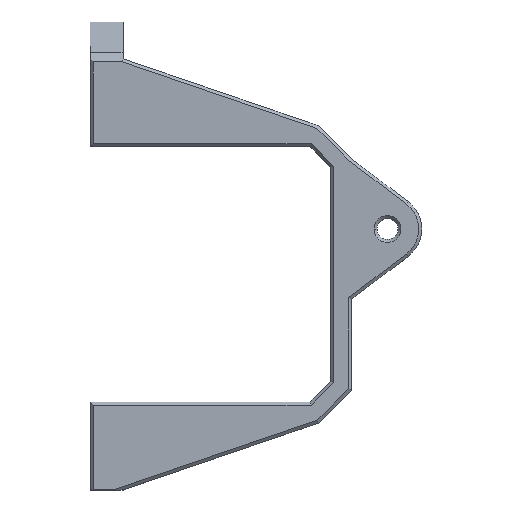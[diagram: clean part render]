
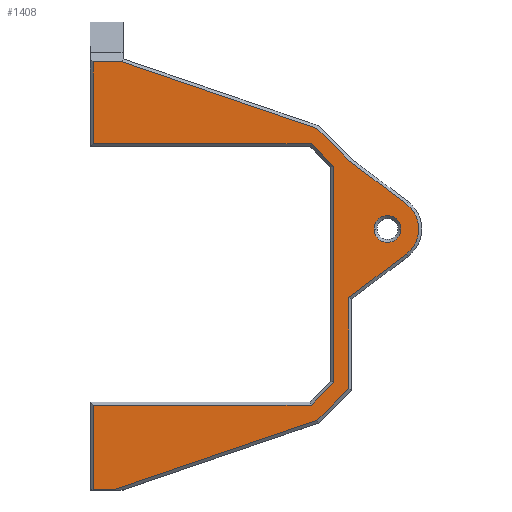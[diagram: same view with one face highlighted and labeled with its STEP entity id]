
A CAD part, top view. The second image highlights one B-rep face of the part: STEP entity #1408.
In plain terms, the highlighted planar face has unit normal (0, 0, 1).
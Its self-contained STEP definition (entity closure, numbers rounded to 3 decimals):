
#5 = CARTESIAN_POINT ( 'NONE',  ( 12.668, 3.413, 7.5 ) ) ;
#9 = EDGE_LOOP ( 'NONE', ( #3129, #474 ) ) ;
#10 = CARTESIAN_POINT ( 'NONE',  ( 3.171, 18.972, 7.5 ) ) ;
#24 = EDGE_CURVE ( 'NONE', #3703, #3578, #305, .T. ) ;
#123 = ORIENTED_EDGE ( 'NONE', *, *, #2482, .T. ) ;
#124 = DIRECTION ( 'NONE',  ( 1., 0., 0. ) ) ;
#130 = VERTEX_POINT ( 'NONE', #1725 ) ;
#160 = AXIS2_PLACEMENT_3D ( 'NONE', #3788, #2889, #1904 ) ;
#217 = EDGE_CURVE ( 'NONE', #353, #1526, #346, .T. ) ;
#242 = VECTOR ( 'NONE', #1246, 1000. ) ;
#288 = AXIS2_PLACEMENT_3D ( 'NONE', #899, #3157, #2826 ) ;
#305 = LINE ( 'NONE', #383, #2330 ) ;
#326 = VECTOR ( 'NONE', #1198, 1000. ) ;
#330 = DIRECTION ( 'NONE',  ( -1., 0., 0. ) ) ;
#346 = LINE ( 'NONE', #3010, #1383 ) ;
#353 = VERTEX_POINT ( 'NONE', #982 ) ;
#383 = CARTESIAN_POINT ( 'NONE',  ( 2.969, -3.924, 7.5 ) ) ;
#399 = VECTOR ( 'NONE', #3487, 1000. ) ;
#459 = VECTOR ( 'NONE', #492, 1000. ) ;
#474 = ORIENTED_EDGE ( 'NONE', *, *, #3854, .T. ) ;
#492 = DIRECTION ( 'NONE',  ( 1., 0., 0. ) ) ;
#568 = VERTEX_POINT ( 'NONE', #1640 ) ;
#572 = CARTESIAN_POINT ( 'NONE',  ( -39.8, 21.9, 7.5 ) ) ;
#575 = CIRCLE ( 'NONE', #288, 5.25 ) ;
#584 = EDGE_CURVE ( 'NONE', #2564, #3243, #3706, .T. ) ;
#597 = EDGE_CURVE ( 'NONE', #1524, #3676, #1283, .T. ) ;
#711 = CARTESIAN_POINT ( 'NONE',  ( -36.345, -36.1, 7.5 ) ) ;
#740 = CARTESIAN_POINT ( 'NONE',  ( 7.25, 7.6, 7.5 ) ) ;
#747 = VERTEX_POINT ( 'NONE', #2423 ) ;
#766 = DIRECTION ( 'NONE',  ( -1., 0., 0. ) ) ;
#768 = DIRECTION ( 'NONE',  ( -0.707, -0.707, 0. ) ) ;
#778 = CIRCLE ( 'NONE', #2040, 2.25 ) ;
#814 = ORIENTED_EDGE ( 'NONE', *, *, #1287, .T. ) ;
#847 = VECTOR ( 'NONE', #3815, 1000. ) ;
#856 = VERTEX_POINT ( 'NONE', #3088 ) ;
#876 = DIRECTION ( 'NONE',  ( 0., 0., -1. ) ) ;
#899 = CARTESIAN_POINT ( 'NONE',  ( 9.5, 7.6, 7.5 ) ) ;
#916 = VECTOR ( 'NONE', #3832, 1000. ) ;
#918 = DIRECTION ( 'NONE',  ( 0., -1., 0. ) ) ;
#976 = LINE ( 'NONE', #3444, #242 ) ;
#982 = CARTESIAN_POINT ( 'NONE',  ( -39.8, -21.9, 7.5 ) ) ;
#1006 = EDGE_CURVE ( 'NONE', #3759, #2564, #2425, .T. ) ;
#1028 = EDGE_LOOP ( 'NONE', ( #2038, #3764, #2380, #814, #2129, #3876, #123, #2992, #3603, #2496, #3520, #1400, #3521, #4041, #2988, #2280, #1683 ) ) ;
#1034 = VECTOR ( 'NONE', #1405, 1000. ) ;
#1051 = EDGE_CURVE ( 'NONE', #747, #568, #3658, .T. ) ;
#1146 = DIRECTION ( 'NONE',  ( 1., 0., 0. ) ) ;
#1198 = DIRECTION ( 'NONE',  ( -0.707, 0.707, 0. ) ) ;
#1246 = DIRECTION ( 'NONE',  ( 0.946, 0.324, 0. ) ) ;
#1275 = CARTESIAN_POINT ( 'NONE',  ( 0.5, -17.9, 7.5 ) ) ;
#1283 = LINE ( 'NONE', #3893, #459 ) ;
#1287 = EDGE_CURVE ( 'NONE', #856, #3703, #3269, .T. ) ;
#1326 = CARTESIAN_POINT ( 'NONE',  ( 3.146, -18.996, 7.5 ) ) ;
#1330 = DIRECTION ( 'NONE',  ( 0.797, 0.603, 0. ) ) ;
#1344 = CARTESIAN_POINT ( 'NONE',  ( -40.3, -36.1, 7.5 ) ) ;
#1351 = VERTEX_POINT ( 'NONE', #3779 ) ;
#1383 = VECTOR ( 'NONE', #3661, 1000. ) ;
#1400 = ORIENTED_EDGE ( 'NONE', *, *, #597, .T. ) ;
#1405 = DIRECTION ( 'NONE',  ( 0., 1., 0. ) ) ;
#1408 = ADVANCED_FACE ( 'NONE', ( #1516, #2726 ), #2848, .T. ) ;
#1420 = CARTESIAN_POINT ( 'NONE',  ( -2.322, 24.464, 7.5 ) ) ;
#1472 = VECTOR ( 'NONE', #3419, 1000. ) ;
#1516 = FACE_BOUND ( 'NONE', #9, .T. ) ;
#1524 = VERTEX_POINT ( 'NONE', #572 ) ;
#1526 = VERTEX_POINT ( 'NONE', #2770 ) ;
#1542 = VERTEX_POINT ( 'NONE', #2787 ) ;
#1604 = EDGE_CURVE ( 'NONE', #3676, #747, #1918, .T. ) ;
#1627 = CARTESIAN_POINT ( 'NONE',  ( 12.668, 11.787, 7.5 ) ) ;
#1640 = CARTESIAN_POINT ( 'NONE',  ( 0.5, -18.107, 7.5 ) ) ;
#1644 = VECTOR ( 'NONE', #330, 1000. ) ;
#1683 = ORIENTED_EDGE ( 'NONE', *, *, #217, .T. ) ;
#1687 = CARTESIAN_POINT ( 'NONE',  ( 0., 35.6, 7.5 ) ) ;
#1697 = LINE ( 'NONE', #3437, #1644 ) ;
#1704 = CARTESIAN_POINT ( 'NONE',  ( 10.283, 13.591, 7.5 ) ) ;
#1725 = CARTESIAN_POINT ( 'NONE',  ( -2.322, -24.464, 7.5 ) ) ;
#1756 = CARTESIAN_POINT ( 'NONE',  ( -39.8, 35.6, 7.5 ) ) ;
#1904 = DIRECTION ( 'NONE',  ( 1., 0., 0. ) ) ;
#1918 = LINE ( 'NONE', #3122, #1472 ) ;
#2035 = VERTEX_POINT ( 'NONE', #10 ) ;
#2038 = ORIENTED_EDGE ( 'NONE', *, *, #3647, .T. ) ;
#2040 = AXIS2_PLACEMENT_3D ( 'NONE', #2110, #876, #1146 ) ;
#2078 = CARTESIAN_POINT ( 'NONE',  ( -2.404, 24.546, 7.5 ) ) ;
#2082 = CARTESIAN_POINT ( 'NONE',  ( 3., -4.15, 7.5 ) ) ;
#2097 = LINE ( 'NONE', #1344, #3587 ) ;
#2110 = CARTESIAN_POINT ( 'NONE',  ( 9.5, 7.6, 7.5 ) ) ;
#2129 = ORIENTED_EDGE ( 'NONE', *, *, #24, .T. ) ;
#2144 = LINE ( 'NONE', #2268, #4052 ) ;
#2145 = EDGE_CURVE ( 'NONE', #2647, #130, #976, .T. ) ;
#2225 = CARTESIAN_POINT ( 'NONE',  ( -34.883, 35.6, 7.5 ) ) ;
#2268 = CARTESIAN_POINT ( 'NONE',  ( -3.146, -21.754, 7.5 ) ) ;
#2280 = ORIENTED_EDGE ( 'NONE', *, *, #4068, .T. ) ;
#2330 = VECTOR ( 'NONE', #1330, 1000. ) ;
#2380 = ORIENTED_EDGE ( 'NONE', *, *, #3593, .T. ) ;
#2381 = CARTESIAN_POINT ( 'NONE',  ( 3., -3.901, 7.5 ) ) ;
#2423 = CARTESIAN_POINT ( 'NONE',  ( 0.5, 18.107, 7.5 ) ) ;
#2425 = LINE ( 'NONE', #2868, #399 ) ;
#2482 = EDGE_CURVE ( 'NONE', #2655, #2035, #2511, .T. ) ;
#2496 = ORIENTED_EDGE ( 'NONE', *, *, #584, .T. ) ;
#2511 = LINE ( 'NONE', #1704, #4064 ) ;
#2564 = VERTEX_POINT ( 'NONE', #2225 ) ;
#2647 = VERTEX_POINT ( 'NONE', #711 ) ;
#2655 = VERTEX_POINT ( 'NONE', #1627 ) ;
#2726 = FACE_OUTER_BOUND ( 'NONE', #1028, .T. ) ;
#2770 = CARTESIAN_POINT ( 'NONE',  ( -39.8, -36.1, 7.5 ) ) ;
#2778 = CARTESIAN_POINT ( 'NONE',  ( -39.8, 21.4, 7.5 ) ) ;
#2787 = CARTESIAN_POINT ( 'NONE',  ( 11.75, 7.6, 7.5 ) ) ;
#2826 = DIRECTION ( 'NONE',  ( 1., 0., 0. ) ) ;
#2848 = PLANE ( 'NONE',  #160 ) ;
#2868 = CARTESIAN_POINT ( 'NONE',  ( 7.247, 21.192, 7.5 ) ) ;
#2889 = DIRECTION ( 'NONE',  ( 0., 0., 1. ) ) ;
#2910 = LINE ( 'NONE', #1326, #916 ) ;
#2988 = ORIENTED_EDGE ( 'NONE', *, *, #3688, .T. ) ;
#2992 = ORIENTED_EDGE ( 'NONE', *, *, #3266, .T. ) ;
#3010 = CARTESIAN_POINT ( 'NONE',  ( -39.8, -36.1, 7.5 ) ) ;
#3056 = LINE ( 'NONE', #2778, #4056 ) ;
#3088 = CARTESIAN_POINT ( 'NONE',  ( 3., -19.143, 7.5 ) ) ;
#3122 = CARTESIAN_POINT ( 'NONE',  ( 0.354, 18.254, 7.5 ) ) ;
#3129 = ORIENTED_EDGE ( 'NONE', *, *, #3721, .T. ) ;
#3157 = DIRECTION ( 'NONE',  ( 0., 0., 1. ) ) ;
#3215 = CARTESIAN_POINT ( 'NONE',  ( -3.293, 21.9, 7.5 ) ) ;
#3243 = VERTEX_POINT ( 'NONE', #1756 ) ;
#3266 = EDGE_CURVE ( 'NONE', #2035, #3759, #3998, .T. ) ;
#3269 = LINE ( 'NONE', #2082, #1034 ) ;
#3279 = DIRECTION ( 'NONE',  ( -0.797, 0.603, 0. ) ) ;
#3383 = EDGE_CURVE ( 'NONE', #3243, #1524, #3056, .T. ) ;
#3419 = DIRECTION ( 'NONE',  ( 0.707, -0.707, 0. ) ) ;
#3437 = CARTESIAN_POINT ( 'NONE',  ( -40.3, -21.9, 7.5 ) ) ;
#3444 = CARTESIAN_POINT ( 'NONE',  ( 7.247, -21.192, 7.5 ) ) ;
#3464 = AXIS2_PLACEMENT_3D ( 'NONE', #3638, #3922, #124 ) ;
#3478 = CIRCLE ( 'NONE', #3464, 2.25 ) ;
#3487 = DIRECTION ( 'NONE',  ( -0.946, 0.324, 0. ) ) ;
#3520 = ORIENTED_EDGE ( 'NONE', *, *, #3383, .T. ) ;
#3521 = ORIENTED_EDGE ( 'NONE', *, *, #1604, .T. ) ;
#3554 = DIRECTION ( 'NONE',  ( 1., 0., 0. ) ) ;
#3578 = VERTEX_POINT ( 'NONE', #5 ) ;
#3587 = VECTOR ( 'NONE', #3554, 1000. ) ;
#3593 = EDGE_CURVE ( 'NONE', #130, #856, #2910, .T. ) ;
#3599 = VERTEX_POINT ( 'NONE', #740 ) ;
#3603 = ORIENTED_EDGE ( 'NONE', *, *, #1006, .T. ) ;
#3615 = VECTOR ( 'NONE', #766, 1000. ) ;
#3638 = CARTESIAN_POINT ( 'NONE',  ( 9.5, 7.6, 7.5 ) ) ;
#3647 = EDGE_CURVE ( 'NONE', #1526, #2647, #2097, .T. ) ;
#3658 = LINE ( 'NONE', #1275, #847 ) ;
#3661 = DIRECTION ( 'NONE',  ( 0., -1., 0. ) ) ;
#3676 = VERTEX_POINT ( 'NONE', #3215 ) ;
#3688 = EDGE_CURVE ( 'NONE', #568, #1351, #2144, .T. ) ;
#3703 = VERTEX_POINT ( 'NONE', #2381 ) ;
#3706 = LINE ( 'NONE', #1687, #3615 ) ;
#3721 = EDGE_CURVE ( 'NONE', #1542, #3599, #3478, .T. ) ;
#3759 = VERTEX_POINT ( 'NONE', #1420 ) ;
#3764 = ORIENTED_EDGE ( 'NONE', *, *, #2145, .T. ) ;
#3779 = CARTESIAN_POINT ( 'NONE',  ( -3.293, -21.9, 7.5 ) ) ;
#3788 = CARTESIAN_POINT ( 'NONE',  ( 0., 0., 7.5 ) ) ;
#3815 = DIRECTION ( 'NONE',  ( 0., -1., 0. ) ) ;
#3832 = DIRECTION ( 'NONE',  ( 0.707, 0.707, 0. ) ) ;
#3854 = EDGE_CURVE ( 'NONE', #3599, #1542, #778, .T. ) ;
#3876 = ORIENTED_EDGE ( 'NONE', *, *, #3948, .T. ) ;
#3893 = CARTESIAN_POINT ( 'NONE',  ( -3.5, 21.9, 7.5 ) ) ;
#3922 = DIRECTION ( 'NONE',  ( 0., 0., -1. ) ) ;
#3948 = EDGE_CURVE ( 'NONE', #3578, #2655, #575, .T. ) ;
#3998 = LINE ( 'NONE', #2078, #326 ) ;
#4041 = ORIENTED_EDGE ( 'NONE', *, *, #1051, .T. ) ;
#4052 = VECTOR ( 'NONE', #768, 1000. ) ;
#4056 = VECTOR ( 'NONE', #918, 1000. ) ;
#4064 = VECTOR ( 'NONE', #3279, 1000. ) ;
#4068 = EDGE_CURVE ( 'NONE', #1351, #353, #1697, .T. ) ;
